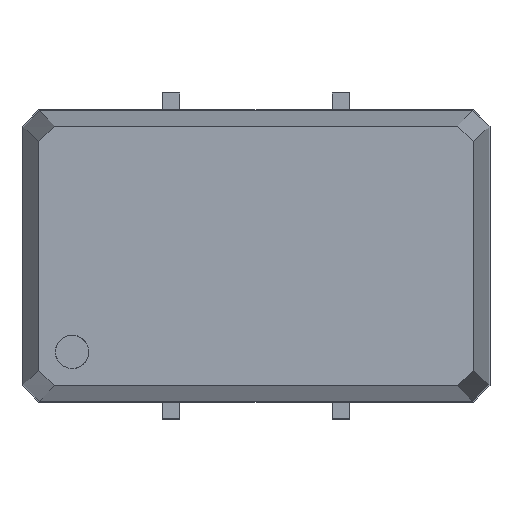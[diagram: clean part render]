
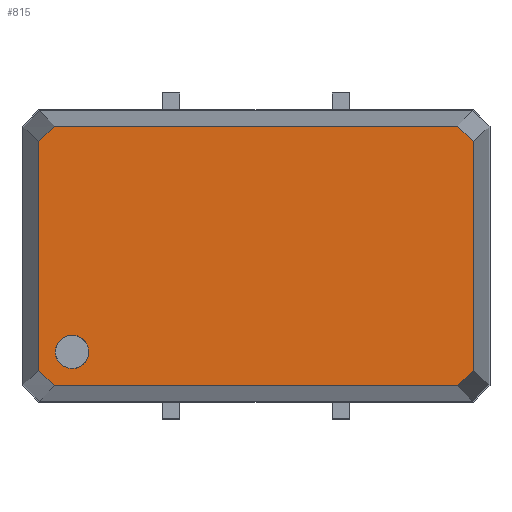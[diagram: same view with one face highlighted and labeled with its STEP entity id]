
A CAD part, top view. The second image highlights one B-rep face of the part: STEP entity #815.
In plain terms, the highlighted free-form (B-spline) face has degree [1, 1] with [2, 2] control points.
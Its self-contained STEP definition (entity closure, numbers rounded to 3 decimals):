
#644 = VERTEX_POINT('',#645);
#645 = CARTESIAN_POINT('',(-6.5,-3.432,4.7));
#652 = VERTEX_POINT('',#653);
#653 = CARTESIAN_POINT('',(-6.5,3.432,4.7));
#658 = EDGE_CURVE('',#644,#652,#659,.T.);
#659 = B_SPLINE_CURVE_WITH_KNOTS('',1,(#660,#661),.UNSPECIFIED.,.F.,.F.,
  (2,2),(0.,7.75),.PIECEWISE_BEZIER_KNOTS.);
#660 = CARTESIAN_POINT('',(-6.5,-3.432,4.7));
#661 = CARTESIAN_POINT('',(-6.5,3.432,4.7));
#674 = VERTEX_POINT('',#675);
#675 = CARTESIAN_POINT('',(-6.036,3.875,4.7));
#680 = EDGE_CURVE('',#652,#674,#681,.T.);
#681 = B_SPLINE_CURVE_WITH_KNOTS('',1,(#682,#683),.UNSPECIFIED.,.F.,.F.,
  (2,2),(0.,0.707),.PIECEWISE_BEZIER_KNOTS.);
#682 = CARTESIAN_POINT('',(-6.5,3.432,4.7));
#683 = CARTESIAN_POINT('',(-6.036,3.875,4.7));
#696 = VERTEX_POINT('',#697);
#697 = CARTESIAN_POINT('',(6.036,3.875,4.7));
#702 = EDGE_CURVE('',#674,#696,#703,.T.);
#703 = B_SPLINE_CURVE_WITH_KNOTS('',1,(#704,#705),.UNSPECIFIED.,.F.,.F.,
  (2,2),(3.,4.),.PIECEWISE_BEZIER_KNOTS.);
#704 = CARTESIAN_POINT('',(-6.036,3.875,4.7));
#705 = CARTESIAN_POINT('',(6.036,3.875,4.7));
#718 = VERTEX_POINT('',#719);
#719 = CARTESIAN_POINT('',(6.5,3.432,4.7));
#724 = EDGE_CURVE('',#696,#718,#725,.T.);
#725 = B_SPLINE_CURVE_WITH_KNOTS('',1,(#726,#727),.UNSPECIFIED.,.F.,.F.,
  (2,2),(0.,0.707),.PIECEWISE_BEZIER_KNOTS.);
#726 = CARTESIAN_POINT('',(6.036,3.875,4.7));
#727 = CARTESIAN_POINT('',(6.5,3.432,4.7));
#740 = VERTEX_POINT('',#741);
#741 = CARTESIAN_POINT('',(6.5,-3.432,4.7));
#746 = EDGE_CURVE('',#718,#740,#747,.T.);
#747 = B_SPLINE_CURVE_WITH_KNOTS('',1,(#748,#749),.UNSPECIFIED.,.F.,.F.,
  (2,2),(0.,7.75),.PIECEWISE_BEZIER_KNOTS.);
#748 = CARTESIAN_POINT('',(6.5,3.432,4.7));
#749 = CARTESIAN_POINT('',(6.5,-3.432,4.7));
#762 = VERTEX_POINT('',#763);
#763 = CARTESIAN_POINT('',(6.036,-3.875,4.7));
#768 = EDGE_CURVE('',#740,#762,#769,.T.);
#769 = B_SPLINE_CURVE_WITH_KNOTS('',1,(#770,#771),.UNSPECIFIED.,.F.,.F.,
  (2,2),(0.,0.707),.PIECEWISE_BEZIER_KNOTS.);
#770 = CARTESIAN_POINT('',(6.5,-3.432,4.7));
#771 = CARTESIAN_POINT('',(6.036,-3.875,4.7));
#784 = VERTEX_POINT('',#785);
#785 = CARTESIAN_POINT('',(-6.036,-3.875,4.7));
#790 = EDGE_CURVE('',#762,#784,#791,.T.);
#791 = B_SPLINE_CURVE_WITH_KNOTS('',1,(#792,#793),.UNSPECIFIED.,.F.,.F.,
  (2,2),(7.,8.),.PIECEWISE_BEZIER_KNOTS.);
#792 = CARTESIAN_POINT('',(6.036,-3.875,4.7));
#793 = CARTESIAN_POINT('',(-6.036,-3.875,4.7));
#806 = EDGE_CURVE('',#784,#644,#807,.T.);
#807 = B_SPLINE_CURVE_WITH_KNOTS('',1,(#808,#809),.UNSPECIFIED.,.F.,.F.,
  (2,2),(0.,0.707),.PIECEWISE_BEZIER_KNOTS.);
#808 = CARTESIAN_POINT('',(-6.036,-3.875,4.7));
#809 = CARTESIAN_POINT('',(-6.5,-3.432,4.7));
#815 = ADVANCED_FACE('',(#816,#826),#912,.F.);
#816 = FACE_BOUND('',#817,.F.);
#817 = EDGE_LOOP('',(#818,#819,#820,#821,#822,#823,#824,#825));
#818 = ORIENTED_EDGE('',*,*,#806,.T.);
#819 = ORIENTED_EDGE('',*,*,#658,.T.);
#820 = ORIENTED_EDGE('',*,*,#680,.T.);
#821 = ORIENTED_EDGE('',*,*,#702,.T.);
#822 = ORIENTED_EDGE('',*,*,#724,.T.);
#823 = ORIENTED_EDGE('',*,*,#746,.T.);
#824 = ORIENTED_EDGE('',*,*,#768,.T.);
#825 = ORIENTED_EDGE('',*,*,#790,.T.);
#826 = FACE_BOUND('',#827,.F.);
#827 = EDGE_LOOP('',(#828,#879));
#828 = ORIENTED_EDGE('',*,*,#829,.T.);
#829 = EDGE_CURVE('',#830,#832,#834,.T.);
#830 = VERTEX_POINT('',#831);
#831 = CARTESIAN_POINT('',(-5.,-2.875,4.7));
#832 = VERTEX_POINT('',#833);
#833 = CARTESIAN_POINT('',(-5.554,-3.372,4.7));
#834 = B_SPLINE_CURVE_WITH_KNOTS('',7,(#835,#836,#837,#838,#839,#840,
    #841,#842,#843,#844,#845,#846,#847,#848,#849,#850,#851,#852,#853,
    #854,#855,#856,#857,#858,#859,#860,#861,#862,#863,#864,#865,#866,
    #867,#868,#869,#870,#871,#872,#873,#874,#875,#876,#877,#878),
  .UNSPECIFIED.,.F.,.F.,(8,6,6,6,6,6,6,8),(0.,0.171,
    0.338,0.451,0.564,0.682,
    0.799,1.),.UNSPECIFIED.);
#835 = CARTESIAN_POINT('',(-5.,-2.875,4.7));
#836 = CARTESIAN_POINT('',(-5.,-2.819,4.7));
#837 = CARTESIAN_POINT('',(-5.007,-2.763,4.7));
#838 = CARTESIAN_POINT('',(-5.022,-2.708,4.7));
#839 = CARTESIAN_POINT('',(-5.044,-2.656,4.7));
#840 = CARTESIAN_POINT('',(-5.072,-2.607,4.7));
#841 = CARTESIAN_POINT('',(-5.106,-2.562,4.7));
#842 = CARTESIAN_POINT('',(-5.185,-2.483,4.7));
#843 = CARTESIAN_POINT('',(-5.229,-2.449,4.7));
#844 = CARTESIAN_POINT('',(-5.277,-2.421,4.7));
#845 = CARTESIAN_POINT('',(-5.328,-2.399,4.7));
#846 = CARTESIAN_POINT('',(-5.382,-2.384,4.7));
#847 = CARTESIAN_POINT('',(-5.437,-2.376,4.7));
#848 = CARTESIAN_POINT('',(-5.529,-2.374,4.7));
#849 = CARTESIAN_POINT('',(-5.567,-2.377,4.7));
#850 = CARTESIAN_POINT('',(-5.604,-2.383,4.7));
#851 = CARTESIAN_POINT('',(-5.64,-2.392,4.7));
#852 = CARTESIAN_POINT('',(-5.676,-2.404,4.7));
#853 = CARTESIAN_POINT('',(-5.71,-2.42,4.7));
#854 = CARTESIAN_POINT('',(-5.775,-2.456,4.7));
#855 = CARTESIAN_POINT('',(-5.806,-2.477,4.7));
#856 = CARTESIAN_POINT('',(-5.836,-2.501,4.7));
#857 = CARTESIAN_POINT('',(-5.863,-2.527,4.7));
#858 = CARTESIAN_POINT('',(-5.887,-2.555,4.7));
#859 = CARTESIAN_POINT('',(-5.909,-2.585,4.7));
#860 = CARTESIAN_POINT('',(-5.948,-2.65,4.7));
#861 = CARTESIAN_POINT('',(-5.965,-2.685,4.7));
#862 = CARTESIAN_POINT('',(-5.979,-2.722,4.7));
#863 = CARTESIAN_POINT('',(-5.989,-2.759,4.7));
#864 = CARTESIAN_POINT('',(-5.996,-2.797,4.7));
#865 = CARTESIAN_POINT('',(-6.,-2.835,4.7));
#866 = CARTESIAN_POINT('',(-6.,-2.912,4.7));
#867 = CARTESIAN_POINT('',(-5.997,-2.951,4.7));
#868 = CARTESIAN_POINT('',(-5.99,-2.989,4.7));
#869 = CARTESIAN_POINT('',(-5.98,-3.026,4.7));
#870 = CARTESIAN_POINT('',(-5.966,-3.063,4.7));
#871 = CARTESIAN_POINT('',(-5.949,-3.098,4.7));
#872 = CARTESIAN_POINT('',(-5.896,-3.187,4.7));
#873 = CARTESIAN_POINT('',(-5.854,-3.239,4.7));
#874 = CARTESIAN_POINT('',(-5.803,-3.283,4.7));
#875 = CARTESIAN_POINT('',(-5.747,-3.32,4.7));
#876 = CARTESIAN_POINT('',(-5.685,-3.347,4.7));
#877 = CARTESIAN_POINT('',(-5.62,-3.365,4.7));
#878 = CARTESIAN_POINT('',(-5.554,-3.372,4.7));
#879 = ORIENTED_EDGE('',*,*,#880,.T.);
#880 = EDGE_CURVE('',#832,#830,#881,.T.);
#881 = B_SPLINE_CURVE_WITH_KNOTS('',8,(#882,#883,#884,#885,#886,#887,
    #888,#889,#890,#891,#892,#893,#894,#895,#896,#897,#898,#899,#900,
    #901,#902,#903,#904,#905,#906,#907,#908,#909,#910,#911),
  .UNSPECIFIED.,.F.,.F.,(9,7,7,7,9),(0.,0.518,0.773,
    0.881,1.),.UNSPECIFIED.);
#882 = CARTESIAN_POINT('',(-5.554,-3.372,4.7));
#883 = CARTESIAN_POINT('',(-5.5,-3.378,4.7));
#884 = CARTESIAN_POINT('',(-5.444,-3.377,4.7));
#885 = CARTESIAN_POINT('',(-5.388,-3.369,4.7));
#886 = CARTESIAN_POINT('',(-5.334,-3.354,4.7));
#887 = CARTESIAN_POINT('',(-5.282,-3.332,4.7));
#888 = CARTESIAN_POINT('',(-5.234,-3.305,4.7));
#889 = CARTESIAN_POINT('',(-5.19,-3.271,4.7));
#890 = CARTESIAN_POINT('',(-5.131,-3.214,4.7));
#891 = CARTESIAN_POINT('',(-5.113,-3.193,4.7));
#892 = CARTESIAN_POINT('',(-5.096,-3.172,4.7));
#893 = CARTESIAN_POINT('',(-5.08,-3.15,4.7));
#894 = CARTESIAN_POINT('',(-5.066,-3.127,4.7));
#895 = CARTESIAN_POINT('',(-5.054,-3.103,4.7));
#896 = CARTESIAN_POINT('',(-5.042,-3.078,4.7));
#897 = CARTESIAN_POINT('',(-5.029,-3.042,4.7));
#898 = CARTESIAN_POINT('',(-5.025,-3.032,4.7));
#899 = CARTESIAN_POINT('',(-5.022,-3.021,4.7));
#900 = CARTESIAN_POINT('',(-5.018,-3.01,4.7));
#901 = CARTESIAN_POINT('',(-5.016,-3.,4.7));
#902 = CARTESIAN_POINT('',(-5.013,-2.989,4.7));
#903 = CARTESIAN_POINT('',(-5.011,-2.978,4.7));
#904 = CARTESIAN_POINT('',(-5.006,-2.956,4.7));
#905 = CARTESIAN_POINT('',(-5.005,-2.944,4.7));
#906 = CARTESIAN_POINT('',(-5.003,-2.933,4.7));
#907 = CARTESIAN_POINT('',(-5.002,-2.921,4.7));
#908 = CARTESIAN_POINT('',(-5.001,-2.91,4.7));
#909 = CARTESIAN_POINT('',(-5.,-2.898,4.7));
#910 = CARTESIAN_POINT('',(-5.,-2.886,4.7));
#911 = CARTESIAN_POINT('',(-5.,-2.875,4.7));
#912 = B_SPLINE_SURFACE_WITH_KNOTS('',1,1,(
    (#913,#914)
    ,(#915,#916
    )),.UNSPECIFIED.,.F.,.F.,.F.,(2,2),(2,2),(-7.,7.),(-4.375,4.375),
  .PIECEWISE_BEZIER_KNOTS.);
#913 = CARTESIAN_POINT('',(6.5,-3.875,4.7));
#914 = CARTESIAN_POINT('',(6.5,3.875,4.7));
#915 = CARTESIAN_POINT('',(-6.5,-3.875,4.7));
#916 = CARTESIAN_POINT('',(-6.5,3.875,4.7));
